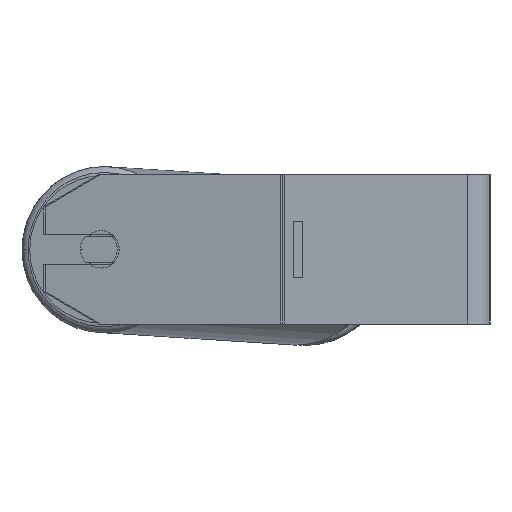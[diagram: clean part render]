
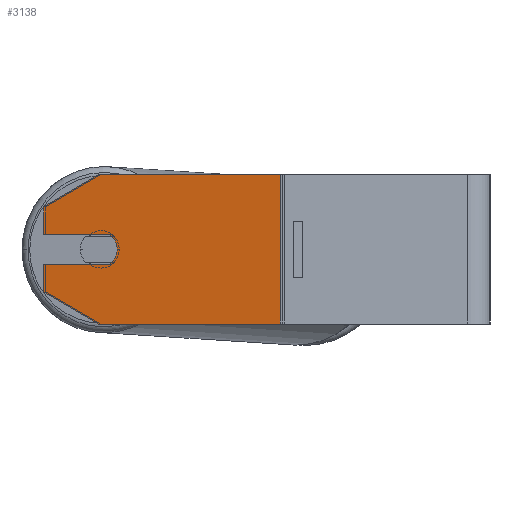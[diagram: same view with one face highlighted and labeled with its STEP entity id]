
A CAD part, left-side view. The second image highlights one B-rep face of the part: STEP entity #3138.
In plain terms, the highlighted planar face has unit normal (-0.985, 0.174, 0).
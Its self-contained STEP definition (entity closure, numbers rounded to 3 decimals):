
#119 = ORIENTED_EDGE ( 'NONE', *, *, #4452, .T. ) ;
#121 = EDGE_CURVE ( 'NONE', #396, #4223, #6198, .T. ) ;
#224 = EDGE_CURVE ( 'NONE', #8262, #844, #518, .T. ) ;
#350 = VERTEX_POINT ( 'NONE', #6826 ) ;
#396 = VERTEX_POINT ( 'NONE', #8300 ) ;
#467 = VERTEX_POINT ( 'NONE', #8260 ) ;
#485 = VECTOR ( 'NONE', #7285, 1000. ) ;
#518 = LINE ( 'NONE', #8504, #6477 ) ;
#804 = LINE ( 'NONE', #6069, #8468 ) ;
#844 = VERTEX_POINT ( 'NONE', #5973 ) ;
#908 = EDGE_CURVE ( 'NONE', #6415, #8262, #2648, .T. ) ;
#940 = DIRECTION ( 'NONE',  ( 0., 0., -1. ) ) ;
#1098 = CARTESIAN_POINT ( 'NONE',  ( -937.684, 209.433, 40. ) ) ;
#1111 = VECTOR ( 'NONE', #940, 1000. ) ;
#1274 = LINE ( 'NONE', #2428, #2193 ) ;
#1276 = VECTOR ( 'NONE', #8171, 1000. ) ;
#1515 = DIRECTION ( 'NONE',  ( -0.174, -0.985, 0. ) ) ;
#1535 = CARTESIAN_POINT ( 'NONE',  ( -938.726, 203.524, 8. ) ) ;
#1696 = CIRCLE ( 'NONE', #3665, 10. ) ;
#1879 = ORIENTED_EDGE ( 'NONE', *, *, #908, .T. ) ;
#2019 = CARTESIAN_POINT ( 'NONE',  ( -932.475, 238.977, 22.679 ) ) ;
#2161 = FACE_OUTER_BOUND ( 'NONE', #8145, .T. ) ;
#2193 = VECTOR ( 'NONE', #7168, 1000. ) ;
#2282 = DIRECTION ( 'NONE',  ( 0.985, -0.174, 0. ) ) ;
#2364 = CARTESIAN_POINT ( 'NONE',  ( -954.818, 112.264, 40. ) ) ;
#2428 = CARTESIAN_POINT ( 'NONE',  ( -938.726, 203.524, -8. ) ) ;
#2527 = VERTEX_POINT ( 'NONE', #1098 ) ;
#2556 = DIRECTION ( 'NONE',  ( -0.985, 0.174, 0. ) ) ;
#2627 = CARTESIAN_POINT ( 'NONE',  ( -932.475, 238.977, 8. ) ) ;
#2648 = LINE ( 'NONE', #5339, #1276 ) ;
#2649 = ORIENTED_EDGE ( 'NONE', *, *, #7308, .F. ) ;
#3075 = CARTESIAN_POINT ( 'NONE',  ( -954.818, 112.264, 40. ) ) ;
#3138 = ADVANCED_FACE ( 'NONE', ( #2161 ), #6983, .F. ) ;
#3220 = VECTOR ( 'NONE', #7408, 1000. ) ;
#3303 = CARTESIAN_POINT ( 'NONE',  ( -932.475, 238.977, -40. ) ) ;
#3472 = VERTEX_POINT ( 'NONE', #2627 ) ;
#3665 = AXIS2_PLACEMENT_3D ( 'NONE', #4874, #4160, #1515 ) ;
#3693 = LINE ( 'NONE', #6889, #1111 ) ;
#3699 = AXIS2_PLACEMENT_3D ( 'NONE', #7738, #2282, #4886 ) ;
#3724 = ORIENTED_EDGE ( 'NONE', *, *, #4967, .F. ) ;
#4160 = DIRECTION ( 'NONE',  ( -0.985, 0.174, 0. ) ) ;
#4174 = EDGE_CURVE ( 'NONE', #6415, #467, #1274, .T. ) ;
#4223 = VERTEX_POINT ( 'NONE', #1535 ) ;
#4264 = DIRECTION ( 'NONE',  ( 0., 0., -1. ) ) ;
#4452 = EDGE_CURVE ( 'NONE', #2527, #6968, #8626, .T. ) ;
#4511 = ORIENTED_EDGE ( 'NONE', *, *, #7588, .F. ) ;
#4558 = EDGE_CURVE ( 'NONE', #844, #350, #8158, .T. ) ;
#4628 = AXIS2_PLACEMENT_3D ( 'NONE', #8553, #2556, #5057 ) ;
#4765 = LINE ( 'NONE', #7585, #3220 ) ;
#4778 = CARTESIAN_POINT ( 'NONE',  ( -932.475, 238.977, -22.679 ) ) ;
#4791 = DIRECTION ( 'NONE',  ( -0.174, -0.985, 0. ) ) ;
#4874 = CARTESIAN_POINT ( 'NONE',  ( -937.684, 209.433, 0. ) ) ;
#4886 = DIRECTION ( 'NONE',  ( 0.174, 0.985, 0. ) ) ;
#4967 = EDGE_CURVE ( 'NONE', #4223, #3472, #4765, .T. ) ;
#4977 = EDGE_CURVE ( 'NONE', #2527, #7223, #804, .T. ) ;
#5057 = DIRECTION ( 'NONE',  ( -0.174, -0.985, 0. ) ) ;
#5116 = DIRECTION ( 'NONE',  ( -0.15, -0.853, -0.5 ) ) ;
#5141 = VECTOR ( 'NONE', #4791, 1000. ) ;
#5331 = ORIENTED_EDGE ( 'NONE', *, *, #4174, .F. ) ;
#5339 = CARTESIAN_POINT ( 'NONE',  ( -932.475, 238.977, 40. ) ) ;
#5432 = ORIENTED_EDGE ( 'NONE', *, *, #5454, .T. ) ;
#5454 = EDGE_CURVE ( 'NONE', #6968, #3472, #3693, .T. ) ;
#5521 = VECTOR ( 'NONE', #4264, 1000. ) ;
#5838 = ORIENTED_EDGE ( 'NONE', *, *, #4558, .T. ) ;
#5973 = CARTESIAN_POINT ( 'NONE',  ( -937.684, 209.433, -40. ) ) ;
#5975 = ORIENTED_EDGE ( 'NONE', *, *, #4977, .F. ) ;
#6005 = ORIENTED_EDGE ( 'NONE', *, *, #121, .F. ) ;
#6069 = CARTESIAN_POINT ( 'NONE',  ( -932.475, 238.977, 40. ) ) ;
#6193 = DIRECTION ( 'NONE',  ( -0.174, -0.985, 0. ) ) ;
#6198 = CIRCLE ( 'NONE', #4628, 10. ) ;
#6415 = VERTEX_POINT ( 'NONE', #7731 ) ;
#6477 = VECTOR ( 'NONE', #5116, 1000. ) ;
#6537 = CARTESIAN_POINT ( 'NONE',  ( -932.475, 238.977, 22.679 ) ) ;
#6826 = CARTESIAN_POINT ( 'NONE',  ( -954.818, 112.264, -40. ) ) ;
#6889 = CARTESIAN_POINT ( 'NONE',  ( -932.475, 238.977, 40. ) ) ;
#6968 = VERTEX_POINT ( 'NONE', #2019 ) ;
#6983 = PLANE ( 'NONE',  #3699 ) ;
#7024 = LINE ( 'NONE', #3075, #5521 ) ;
#7168 = DIRECTION ( 'NONE',  ( -0.174, -0.985, 0. ) ) ;
#7223 = VERTEX_POINT ( 'NONE', #2364 ) ;
#7285 = DIRECTION ( 'NONE',  ( 0.15, 0.853, -0.5 ) ) ;
#7308 = EDGE_CURVE ( 'NONE', #7223, #350, #7024, .T. ) ;
#7408 = DIRECTION ( 'NONE',  ( 0.174, 0.985, 0. ) ) ;
#7585 = CARTESIAN_POINT ( 'NONE',  ( -938.726, 203.524, 8. ) ) ;
#7588 = EDGE_CURVE ( 'NONE', #467, #396, #1696, .T. ) ;
#7731 = CARTESIAN_POINT ( 'NONE',  ( -932.475, 238.977, -8. ) ) ;
#7738 = CARTESIAN_POINT ( 'NONE',  ( -932.475, 238.977, 40. ) ) ;
#8145 = EDGE_LOOP ( 'NONE', ( #4511, #5331, #1879, #8318, #5838, #2649, #5975, #119, #5432, #3724, #6005 ) ) ;
#8158 = LINE ( 'NONE', #3303, #5141 ) ;
#8171 = DIRECTION ( 'NONE',  ( 0., 0., -1. ) ) ;
#8260 = CARTESIAN_POINT ( 'NONE',  ( -938.726, 203.524, -8. ) ) ;
#8262 = VERTEX_POINT ( 'NONE', #4778 ) ;
#8300 = CARTESIAN_POINT ( 'NONE',  ( -939.421, 199.585, 0. ) ) ;
#8318 = ORIENTED_EDGE ( 'NONE', *, *, #224, .T. ) ;
#8468 = VECTOR ( 'NONE', #6193, 1000. ) ;
#8504 = CARTESIAN_POINT ( 'NONE',  ( -937.684, 209.433, -40. ) ) ;
#8553 = CARTESIAN_POINT ( 'NONE',  ( -937.684, 209.433, 0. ) ) ;
#8626 = LINE ( 'NONE', #6537, #485 ) ;
